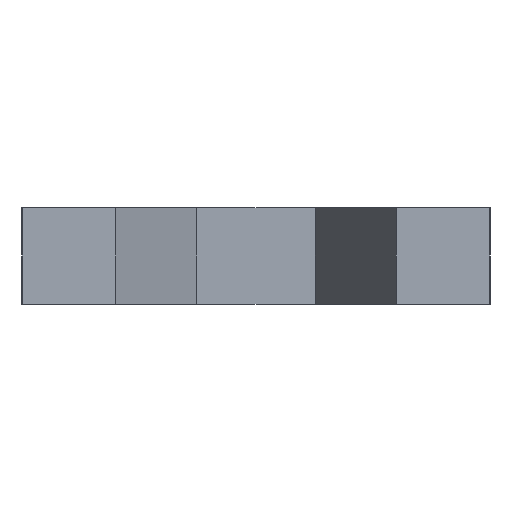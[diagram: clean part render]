
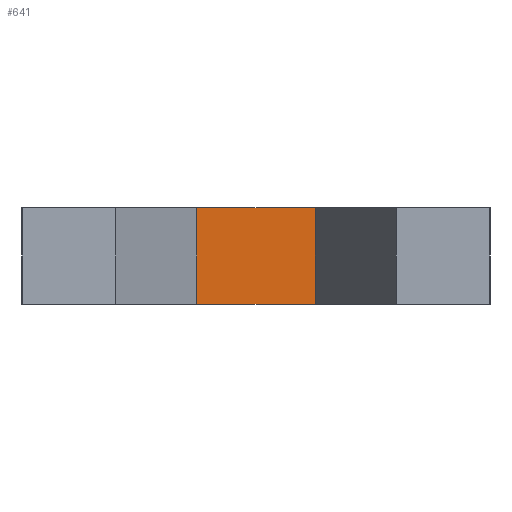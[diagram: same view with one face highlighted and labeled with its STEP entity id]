
A CAD part, left-side view. The second image highlights one B-rep face of the part: STEP entity #641.
In plain terms, the highlighted planar face has unit normal (-1, 0, 0).
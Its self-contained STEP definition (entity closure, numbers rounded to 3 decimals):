
#32 = ORIENTED_EDGE ( 'NONE', *, *, #308, .T. ) ;
#77 = LINE ( 'NONE', #368, #790 ) ;
#107 = DIRECTION ( 'NONE',  ( -1., 0., 0. ) ) ;
#111 = VERTEX_POINT ( 'NONE', #339 ) ;
#231 = ORIENTED_EDGE ( 'NONE', *, *, #533, .F. ) ;
#249 = LINE ( 'NONE', #426, #410 ) ;
#250 = EDGE_LOOP ( 'NONE', ( #231, #586, #32, #264 ) ) ;
#264 = ORIENTED_EDGE ( 'NONE', *, *, #665, .T. ) ;
#280 = LINE ( 'NONE', #348, #438 ) ;
#308 = EDGE_CURVE ( 'NONE', #846, #506, #249, .T. ) ;
#339 = CARTESIAN_POINT ( 'NONE',  ( -7.5, 6., 0. ) ) ;
#343 = LINE ( 'NONE', #796, #653 ) ;
#348 = CARTESIAN_POINT ( 'NONE',  ( -7.5, 0., 0. ) ) ;
#368 = CARTESIAN_POINT ( 'NONE',  ( -7.5, -6., 9.75 ) ) ;
#385 = AXIS2_PLACEMENT_3D ( 'NONE', #794, #107, #742 ) ;
#410 = VECTOR ( 'NONE', #714, 1000. ) ;
#426 = CARTESIAN_POINT ( 'NONE',  ( -7.5, 0., 9.75 ) ) ;
#438 = VECTOR ( 'NONE', #557, 1000. ) ;
#489 = CARTESIAN_POINT ( 'NONE',  ( -7.5, 6., 9.75 ) ) ;
#506 = VERTEX_POINT ( 'NONE', #489 ) ;
#513 = PLANE ( 'NONE',  #385 ) ;
#533 = EDGE_CURVE ( 'NONE', #622, #111, #280, .T. ) ;
#552 = FACE_OUTER_BOUND ( 'NONE', #250, .T. ) ;
#557 = DIRECTION ( 'NONE',  ( 0., 1., 0. ) ) ;
#586 = ORIENTED_EDGE ( 'NONE', *, *, #592, .F. ) ;
#592 = EDGE_CURVE ( 'NONE', #846, #622, #77, .T. ) ;
#622 = VERTEX_POINT ( 'NONE', #716 ) ;
#641 = ADVANCED_FACE ( 'NONE', ( #552 ), #513, .T. ) ;
#653 = VECTOR ( 'NONE', #666, 1000. ) ;
#665 = EDGE_CURVE ( 'NONE', #506, #111, #343, .T. ) ;
#666 = DIRECTION ( 'NONE',  ( 0., 0., -1. ) ) ;
#714 = DIRECTION ( 'NONE',  ( 0., 1., 0. ) ) ;
#716 = CARTESIAN_POINT ( 'NONE',  ( -7.5, -6., 0. ) ) ;
#719 = DIRECTION ( 'NONE',  ( 0., 0., -1. ) ) ;
#742 = DIRECTION ( 'NONE',  ( 0., 0., 1. ) ) ;
#790 = VECTOR ( 'NONE', #719, 1000. ) ;
#794 = CARTESIAN_POINT ( 'NONE',  ( -7.5, 0., 9.75 ) ) ;
#796 = CARTESIAN_POINT ( 'NONE',  ( -7.5, 6., 9.75 ) ) ;
#846 = VERTEX_POINT ( 'NONE', #897 ) ;
#897 = CARTESIAN_POINT ( 'NONE',  ( -7.5, -6., 9.75 ) ) ;
